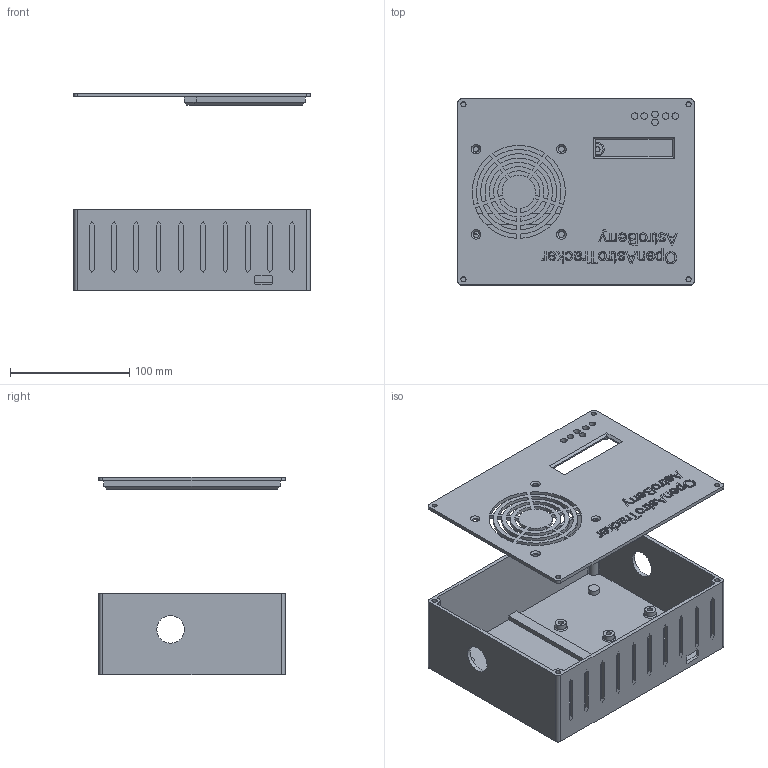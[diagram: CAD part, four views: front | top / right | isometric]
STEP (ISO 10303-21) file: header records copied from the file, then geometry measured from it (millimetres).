
FILE_DESCRIPTION(/* description */ (''),/* implementation_level */ '2;1');
FILE_NAME(/* name */ 'openastropi-enclosure v6.step',/* time_stamp */ '2024-03-31T20:48:32-05:00',/* author */ (''),/* organization */ (''),/* preprocessor_version */ 'ST-DEVELOPER v20',/* originating_system */ 'Autodesk Translation Framework v12.20.1.177',/* authorisation */ '');
FILE_SCHEMA (('AUTOMOTIVE_DESIGN { 1 0 10303 214 3 1 1 }'));
Length unit declared in the file: millimetre
Products named in the file (1): openastropi-enclosure
Bounding box: 198 x 156 x 165.67 mm (x, y, z)
Volume: 343134.3 mm3; surface area: 223281 mm2
Topology: 2 solids, 2 shells, 1328 faces, 3588 edges, 2378 vertices
Faces by surface type: plane 756, bspline 426, cylinder 124, cone 22
Full cylindrical faces by diameter (mm): 3 x3, 4.3 x16, 5 x4, 5.5 x6, 6.2 x4, 9.3 x12, 23 x2
Entity records: 45520 total; most frequent: CARTESIAN_POINT 14573, ORIENTED_EDGE 7176, DIRECTION 4812, EDGE_CURVE 3588, LINE 2446, VECTOR 2446, VERTEX_POINT 2378, EDGE_LOOP 1540
